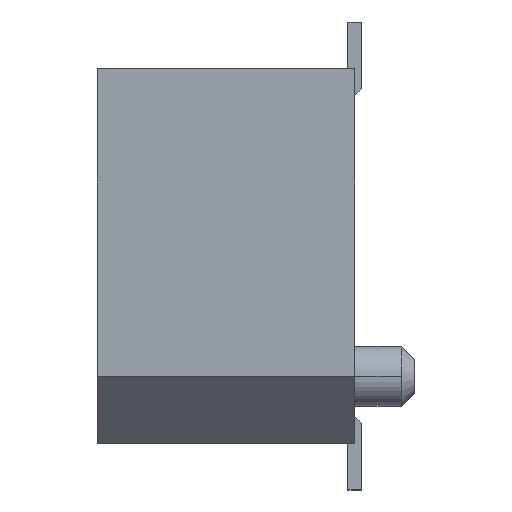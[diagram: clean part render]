
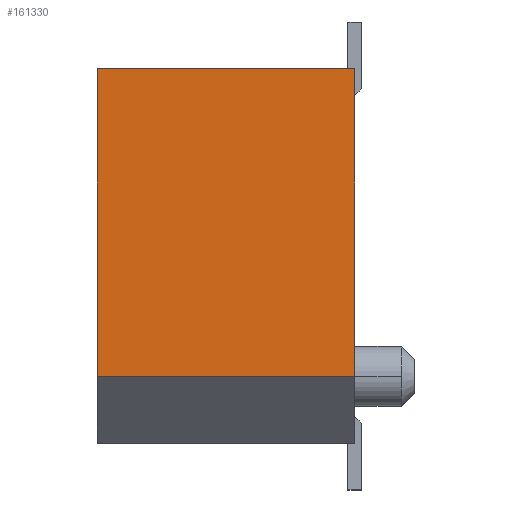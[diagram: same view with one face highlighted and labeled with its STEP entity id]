
A CAD part, left-side view. The second image highlights one B-rep face of the part: STEP entity #161330.
In plain terms, the highlighted planar face has unit normal (-1, 0, 0).
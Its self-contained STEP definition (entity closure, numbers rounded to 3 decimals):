
#33070=CARTESIAN_POINT('',(12.,0.,2.8));
#33080=VERTEX_POINT('',#33070);
#33110=CARTESIAN_POINT('',(12.,0.,2.8));
#33120=DIRECTION('',(0.,1.,0.));
#33130=VECTOR('',#33120,1.);
#33140=LINE('',#33110,#33130);
#33150=CARTESIAN_POINT('',(12.,3.85,2.8));
#33160=VERTEX_POINT('',#33150);
#33170=EDGE_CURVE('',#33080,#33160,#33140,.T.);
#57350=CARTESIAN_POINT('',(12.,3.85,0.));
#57360=DIRECTION('',(0.,0.,1.));
#57370=VECTOR('',#57360,1.);
#57380=LINE('',#57350,#57370);
#57390=CARTESIAN_POINT('',(12.,3.85,-1.8));
#57400=VERTEX_POINT('',#57390);
#57410=EDGE_CURVE('',#57400,#33160,#57380,.T.);
#63600=CARTESIAN_POINT('',(12.,0.,0.));
#63610=DIRECTION('',(0.,0.,-1.));
#63620=VECTOR('',#63610,1.);
#63630=LINE('',#63600,#63620);
#63640=CARTESIAN_POINT('',(12.,0.,-1.8));
#63650=VERTEX_POINT('',#63640);
#63660=EDGE_CURVE('',#33080,#63650,#63630,.T.);
#64940=CARTESIAN_POINT('',(12.,0.,-1.8));
#64950=DIRECTION('',(0.,-1.,0.));
#64960=VECTOR('',#64950,1.);
#64970=LINE('',#64940,#64960);
#64980=EDGE_CURVE('',#57400,#63650,#64970,.T.);
#161220=CARTESIAN_POINT('',(12.,1.925,0.5));
#161230=DIRECTION('',(-1.,0.,0.));
#161240=DIRECTION('',(0.,0.,1.));
#161250=AXIS2_PLACEMENT_3D('',#161220,#161230,#161240);
#161260=PLANE('',#161250);
#161270=ORIENTED_EDGE('',*,*,#57410,.F.);
#161280=ORIENTED_EDGE('',*,*,#33170,.T.);
#161290=ORIENTED_EDGE('',*,*,#63660,.F.);
#161300=ORIENTED_EDGE('',*,*,#64980,.T.);
#161310=EDGE_LOOP('',(#161300,#161290,#161280,#161270));
#161320=FACE_OUTER_BOUND('',#161310,.T.);
#161330=ADVANCED_FACE('',(#161320),#161260,.T.);
